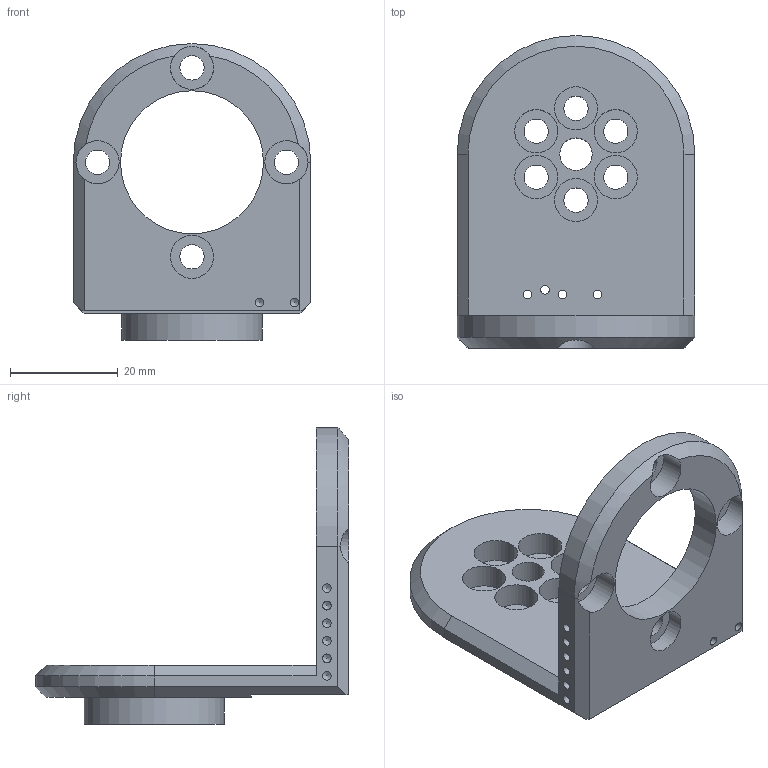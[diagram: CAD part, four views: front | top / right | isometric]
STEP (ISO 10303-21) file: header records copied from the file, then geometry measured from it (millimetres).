
FILE_DESCRIPTION(/* description */ ('STEP AP242','CAx-IF Rec.Pracs.---Representation and Presentation of Product Manufacturing Information (PMI)---4.0---2014-10-13','CAx-IF Rec.Pracs.---3D Tessellated Geometry---0.4---2014-09-14','2;1'),/* implementation_level */ '2;1');
FILE_NAME(/* name */ '6504673addf89d4b42d12eae',/* time_stamp */ '2023-09-15T14:16:28Z',/* author */ (''),/* organization */ (''),/* preprocessor_version */ 'ST-DEVELOPER v19.4',/* originating_system */ ' ',/* authorisation */ ' ');
FILE_SCHEMA (('AP242_MANAGED_MODEL_BASED_3D_ENGINEERING_MIM_LF { 1 0 10303 442 1 1 4 }'));
Length unit declared in the file: metre
Products named in the file (1): Part 1
Bounding box: 44 x 58 x 55 mm (x, y, z)
Volume: 18760.5 mm3; surface area: 11169.2 mm2
Topology: 1 solids, 1 shells, 89 faces, 235 edges, 157 vertices
Faces by surface type: cylinder 45, plane 26, cone 18
Full cylindrical faces by diameter (mm): 1.6 x16, 2.5 x3, 4.5 x10, 6 x1, 8 x10, 26 x1, 26.5 x1, 41.4 x1
Entity records: 2297 total; most frequent: DIRECTION 410, CARTESIAN_POINT 373, ORIENTED_EDGE 274, FACE_BOUND 203, EDGE_LOOP 188, AXIS2_PLACEMENT_3D 186, EDGE_CURVE 137, VERTEX_POINT 132
